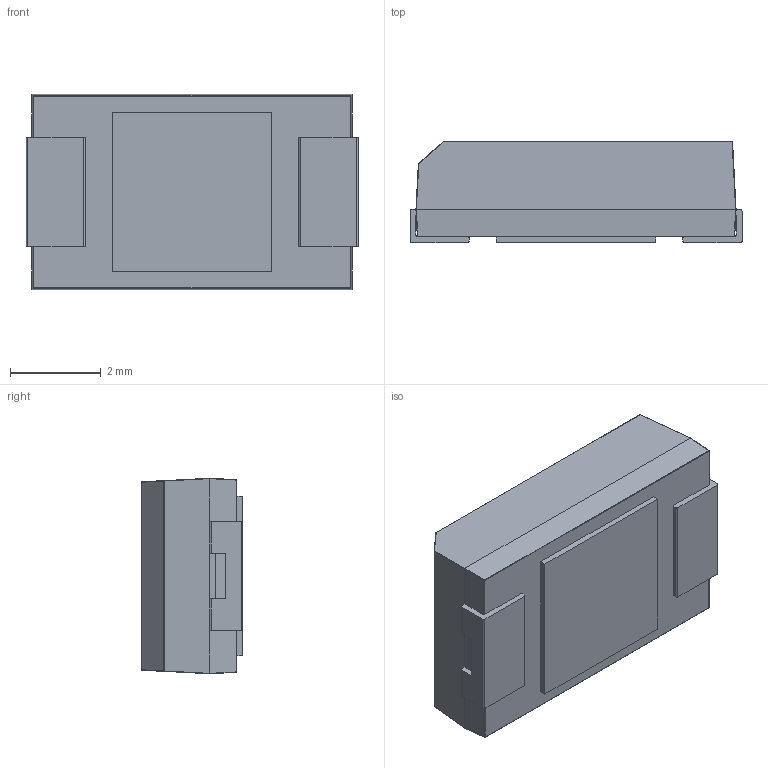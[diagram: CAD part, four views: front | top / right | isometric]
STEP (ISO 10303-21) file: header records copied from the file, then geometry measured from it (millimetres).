
FILE_DESCRIPTION (( 'STEP AP214' ), '1' );
FILE_NAME ('80E4382B-C7CC-46A7-BE7B-0D9413DD4B1C.STEP', '2007-05-02T20:47:12', ( 'SysAdmin' ), ( 'SolidWorks' ), 'SwSTEP 2.0', 'SolidWorks 2007', '' );
FILE_SCHEMA (( 'AUTOMOTIVE_DESIGN' ));
Length unit declared in the file: millimetre
Products named in the file (1): 80E4382B-C7CC-46A7-BE7B-0D9413DD4B1C
Bounding box: 7.3 x 2.23 x 4.3 mm (x, y, z)
Volume: 64.2 mm3; surface area: 113.4 mm2
Topology: 1 solids, 1 shells, 101 faces, 269 edges, 160 vertices
Faces by surface type: plane 57, cylinder 30, sphere 8, bspline 6
Entity records: 4253 total; most frequent: CARTESIAN_POINT 729, ORIENTED_EDGE 526, DIRECTION 481, EDGE_CURVE 263, VECTOR 193, LINE 193, VERTEX_POINT 160, AXIS2_PLACEMENT_3D 144
